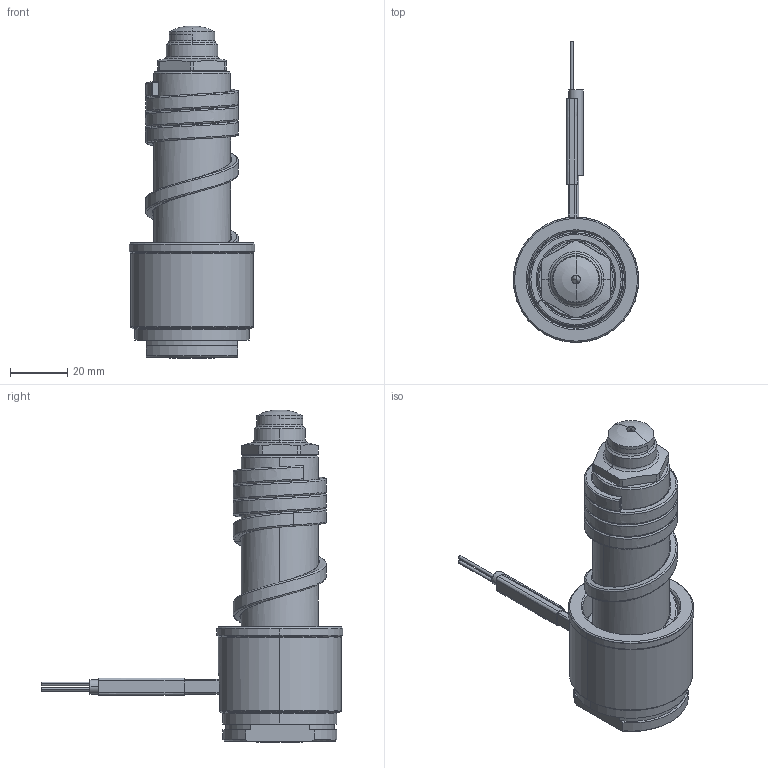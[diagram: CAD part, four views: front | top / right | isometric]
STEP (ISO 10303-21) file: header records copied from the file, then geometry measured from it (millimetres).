
FILE_DESCRIPTION((''),'2;1');
FILE_NAME('EL-116-BEU-R','2014-02-28T',('Íàòàëüÿ'),('IMID'),'PRO/ENGINEER BY PARAMETRIC TECHNOLOGY CORPORATION, 2010180','PRO/ENGINEER BY PARAMETRIC TECHNOLOGY CORPORATION, 2010180','');
FILE_SCHEMA(('CONFIG_CONTROL_DESIGN'));
Length unit declared in the file: millimetre
Products named in the file (1): EL-116-BEU-R
Bounding box: 44 x 105.5 x 116.3 mm (x, y, z)
Volume: 87192.9 mm3; surface area: 34855.4 mm2
Topology: 1 solids, 9 shells, 334 faces, 839 edges, 504 vertices
Faces by surface type: cylinder 106, cone 62, bspline 61, plane 53, torus 31, revolution 9, extrusion 8, sphere 4
Entity records: 16895 total; most frequent: CARTESIAN_POINT 9286, ORIENTED_EDGE 1638, DIRECTION 1474, EDGE_CURVE 831, AXIS2_PLACEMENT_3D 590, VERTEX_POINT 504, EDGE_LOOP 357, FACE_OUTER_BOUND 334
